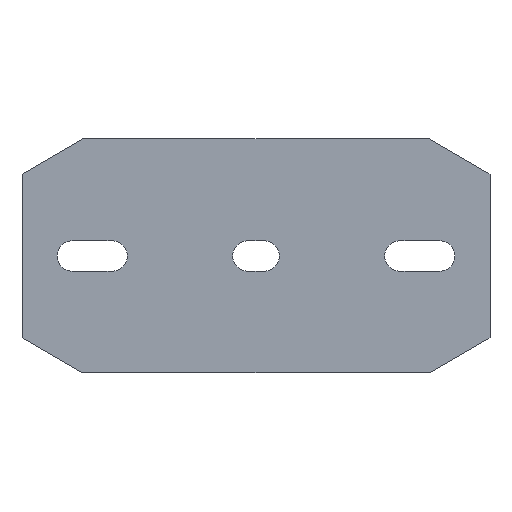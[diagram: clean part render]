
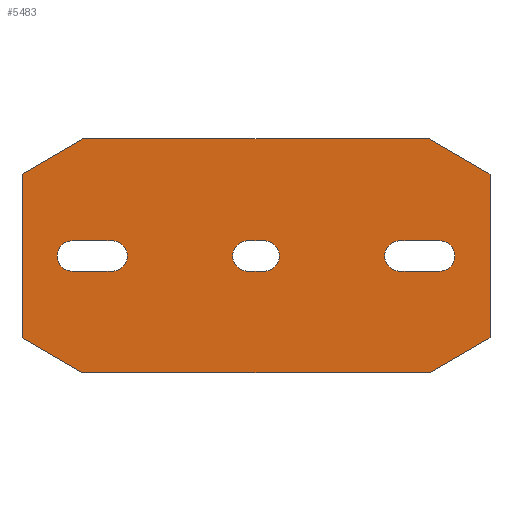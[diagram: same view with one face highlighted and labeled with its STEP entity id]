
A CAD part, front view. The second image highlights one B-rep face of the part: STEP entity #5483.
In plain terms, the highlighted planar face has unit normal (0, -1, 0).
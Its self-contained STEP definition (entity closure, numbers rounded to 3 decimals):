
#2=DIRECTION('',(-0.866,0.,0.5));
#3=VECTOR('',#2,30.);
#4=CARTESIAN_POINT('',(-74.019,0.,-50.));
#5=LINE('',#4,#3);
#6=DIRECTION('',(0.,0.,1.));
#7=VECTOR('',#6,70.);
#8=CARTESIAN_POINT('',(-100.,0.,-35.));
#9=LINE('',#8,#7);
#10=DIRECTION('',(0.866,0.,0.5));
#11=VECTOR('',#10,30.);
#12=CARTESIAN_POINT('',(-100.,0.,35.));
#13=LINE('',#12,#11);
#14=DIRECTION('',(1.,0.,0.));
#15=VECTOR('',#14,148.038);
#16=CARTESIAN_POINT('',(-74.019,0.,50.));
#17=LINE('',#16,#15);
#18=DIRECTION('',(0.866,0.,-0.5));
#19=VECTOR('',#18,30.);
#20=CARTESIAN_POINT('',(74.019,0.,50.));
#21=LINE('',#20,#19);
#22=DIRECTION('',(0.,0.,-1.));
#23=VECTOR('',#22,70.);
#24=CARTESIAN_POINT('',(100.,0.,35.));
#25=LINE('',#24,#23);
#26=DIRECTION('',(-0.866,0.,-0.5));
#27=VECTOR('',#26,30.);
#28=CARTESIAN_POINT('',(100.,0.,-35.));
#29=LINE('',#28,#27);
#30=DIRECTION('',(-1.,0.,0.));
#31=VECTOR('',#30,148.038);
#32=CARTESIAN_POINT('',(74.019,0.,-50.));
#33=LINE('',#32,#31);
#34=CARTESIAN_POINT('',(-78.5,0.,0.));
#35=DIRECTION('',(0.,1.,0.));
#36=DIRECTION('',(0.,0.,-1.));
#37=AXIS2_PLACEMENT_3D('',#34,#35,#36);
#39=DIRECTION('',(-1.,0.,0.));
#40=VECTOR('',#39,17.);
#41=CARTESIAN_POINT('',(-61.5,0.,-6.5));
#42=LINE('',#41,#40);
#43=CARTESIAN_POINT('',(-61.5,0.,0.));
#44=DIRECTION('',(0.,1.,0.));
#45=DIRECTION('',(0.,0.,1.));
#46=AXIS2_PLACEMENT_3D('',#43,#44,#45);
#48=DIRECTION('',(1.,0.,0.));
#49=VECTOR('',#48,17.);
#50=CARTESIAN_POINT('',(-78.5,0.,6.5));
#51=LINE('',#50,#49);
#52=CARTESIAN_POINT('',(78.5,0.,0.));
#53=DIRECTION('',(0.,-1.,0.));
#54=DIRECTION('',(0.,0.,-1.));
#55=AXIS2_PLACEMENT_3D('',#52,#53,#54);
#57=DIRECTION('',(-1.,0.,0.));
#58=VECTOR('',#57,17.);
#59=CARTESIAN_POINT('',(78.5,0.,6.5));
#60=LINE('',#59,#58);
#61=CARTESIAN_POINT('',(61.5,0.,0.));
#62=DIRECTION('',(0.,-1.,0.));
#63=DIRECTION('',(0.,0.,1.));
#64=AXIS2_PLACEMENT_3D('',#61,#62,#63);
#66=DIRECTION('',(1.,0.,0.));
#67=VECTOR('',#66,17.);
#68=CARTESIAN_POINT('',(61.5,0.,-6.5));
#69=LINE('',#68,#67);
#70=CARTESIAN_POINT('',(-3.5,0.,0.));
#71=DIRECTION('',(0.,1.,0.));
#72=DIRECTION('',(0.,0.,-1.));
#73=AXIS2_PLACEMENT_3D('',#70,#71,#72);
#75=DIRECTION('',(-1.,0.,0.));
#76=VECTOR('',#75,7.);
#77=CARTESIAN_POINT('',(3.5,0.,-6.5));
#78=LINE('',#77,#76);
#79=CARTESIAN_POINT('',(3.5,0.,0.));
#80=DIRECTION('',(0.,1.,0.));
#81=DIRECTION('',(0.,0.,1.));
#82=AXIS2_PLACEMENT_3D('',#79,#80,#81);
#84=DIRECTION('',(1.,0.,0.));
#85=VECTOR('',#84,7.);
#86=CARTESIAN_POINT('',(-3.5,0.,6.5));
#87=LINE('',#86,#85);
#4150=CARTESIAN_POINT('',(-74.019,0.,-50.));
#4151=CARTESIAN_POINT('',(-100.,0.,-35.));
#4152=VERTEX_POINT('',#4150);
#4153=VERTEX_POINT('',#4151);
#4154=CARTESIAN_POINT('',(-100.,0.,35.));
#4155=VERTEX_POINT('',#4154);
#4156=CARTESIAN_POINT('',(-74.019,0.,50.));
#4157=VERTEX_POINT('',#4156);
#4158=CARTESIAN_POINT('',(74.019,0.,50.));
#4159=VERTEX_POINT('',#4158);
#4160=CARTESIAN_POINT('',(100.,0.,35.));
#4161=VERTEX_POINT('',#4160);
#4162=CARTESIAN_POINT('',(100.,0.,-35.));
#4163=VERTEX_POINT('',#4162);
#4164=CARTESIAN_POINT('',(74.019,0.,-50.));
#4165=VERTEX_POINT('',#4164);
#4182=CARTESIAN_POINT('',(-78.5,0.,-6.5));
#4183=CARTESIAN_POINT('',(-78.5,0.,6.5));
#4184=VERTEX_POINT('',#4182);
#4185=VERTEX_POINT('',#4183);
#4186=CARTESIAN_POINT('',(-61.5,0.,6.5));
#4187=VERTEX_POINT('',#4186);
#4188=CARTESIAN_POINT('',(-61.5,0.,-6.5));
#4189=VERTEX_POINT('',#4188);
#4198=CARTESIAN_POINT('',(78.5,0.,-6.5));
#4199=CARTESIAN_POINT('',(78.5,0.,6.5));
#4200=VERTEX_POINT('',#4198);
#4201=VERTEX_POINT('',#4199);
#4202=CARTESIAN_POINT('',(61.5,0.,6.5));
#4203=VERTEX_POINT('',#4202);
#4204=CARTESIAN_POINT('',(61.5,0.,-6.5));
#4205=VERTEX_POINT('',#4204);
#4214=CARTESIAN_POINT('',(-3.5,0.,-6.5));
#4215=CARTESIAN_POINT('',(-3.5,0.,6.5));
#4216=VERTEX_POINT('',#4214);
#4217=VERTEX_POINT('',#4215);
#4218=CARTESIAN_POINT('',(3.5,0.,6.5));
#4219=VERTEX_POINT('',#4218);
#4220=CARTESIAN_POINT('',(3.5,0.,-6.5));
#4221=VERTEX_POINT('',#4220);
#5430=CARTESIAN_POINT('',(0.,0.,0.));
#5431=DIRECTION('',(0.,1.,0.));
#5432=DIRECTION('',(1.,0.,0.));
#5433=AXIS2_PLACEMENT_3D('',#5430,#5431,#5432);
#5434=PLANE('',#5433);
#5436=ORIENTED_EDGE('',*,*,#5435,.T.);
#5438=ORIENTED_EDGE('',*,*,#5437,.T.);
#5440=ORIENTED_EDGE('',*,*,#5439,.T.);
#5442=ORIENTED_EDGE('',*,*,#5441,.T.);
#5444=ORIENTED_EDGE('',*,*,#5443,.T.);
#5446=ORIENTED_EDGE('',*,*,#5445,.T.);
#5448=ORIENTED_EDGE('',*,*,#5447,.T.);
#5450=ORIENTED_EDGE('',*,*,#5449,.T.);
#5451=EDGE_LOOP('',(#5436,#5438,#5440,#5442,#5444,#5446,#5448,#5450));
#5452=FACE_OUTER_BOUND('',#5451,.F.);
#5454=ORIENTED_EDGE('',*,*,#5453,.F.);
#5456=ORIENTED_EDGE('',*,*,#5455,.F.);
#5458=ORIENTED_EDGE('',*,*,#5457,.F.);
#5460=ORIENTED_EDGE('',*,*,#5459,.F.);
#5461=EDGE_LOOP('',(#5454,#5456,#5458,#5460));
#5462=FACE_BOUND('',#5461,.F.);
#5464=ORIENTED_EDGE('',*,*,#5463,.T.);
#5466=ORIENTED_EDGE('',*,*,#5465,.T.);
#5468=ORIENTED_EDGE('',*,*,#5467,.T.);
#5470=ORIENTED_EDGE('',*,*,#5469,.T.);
#5471=EDGE_LOOP('',(#5464,#5466,#5468,#5470));
#5472=FACE_BOUND('',#5471,.F.);
#5474=ORIENTED_EDGE('',*,*,#5473,.F.);
#5476=ORIENTED_EDGE('',*,*,#5475,.F.);
#5478=ORIENTED_EDGE('',*,*,#5477,.F.);
#5480=ORIENTED_EDGE('',*,*,#5479,.F.);
#5481=EDGE_LOOP('',(#5474,#5476,#5478,#5480));
#5482=FACE_BOUND('',#5481,.F.);
#5483=ADVANCED_FACE('',(#5452,#5462,#5472,#5482),#5434,.F.);
#38=CIRCLE('',#37,6.5);
#47=CIRCLE('',#46,6.5);
#56=CIRCLE('',#55,6.5);
#65=CIRCLE('',#64,6.5);
#74=CIRCLE('',#73,6.5);
#83=CIRCLE('',#82,6.5);
#5435=EDGE_CURVE('',#4152,#4153,#5,.T.);
#5437=EDGE_CURVE('',#4153,#4155,#9,.T.);
#5439=EDGE_CURVE('',#4155,#4157,#13,.T.);
#5441=EDGE_CURVE('',#4157,#4159,#17,.T.);
#5443=EDGE_CURVE('',#4159,#4161,#21,.T.);
#5445=EDGE_CURVE('',#4161,#4163,#25,.T.);
#5447=EDGE_CURVE('',#4163,#4165,#29,.T.);
#5449=EDGE_CURVE('',#4165,#4152,#33,.T.);
#5453=EDGE_CURVE('',#4184,#4185,#38,.T.);
#5455=EDGE_CURVE('',#4189,#4184,#42,.T.);
#5457=EDGE_CURVE('',#4187,#4189,#47,.T.);
#5459=EDGE_CURVE('',#4185,#4187,#51,.T.);
#5463=EDGE_CURVE('',#4200,#4201,#56,.T.);
#5465=EDGE_CURVE('',#4201,#4203,#60,.T.);
#5467=EDGE_CURVE('',#4203,#4205,#65,.T.);
#5469=EDGE_CURVE('',#4205,#4200,#69,.T.);
#5473=EDGE_CURVE('',#4216,#4217,#74,.T.);
#5475=EDGE_CURVE('',#4221,#4216,#78,.T.);
#5477=EDGE_CURVE('',#4219,#4221,#83,.T.);
#5479=EDGE_CURVE('',#4217,#4219,#87,.T.);
